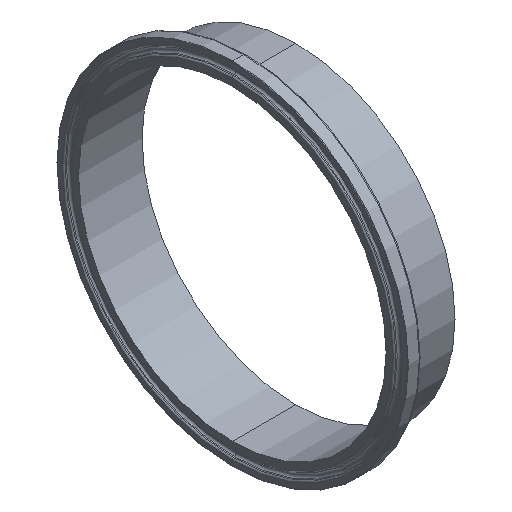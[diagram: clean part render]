
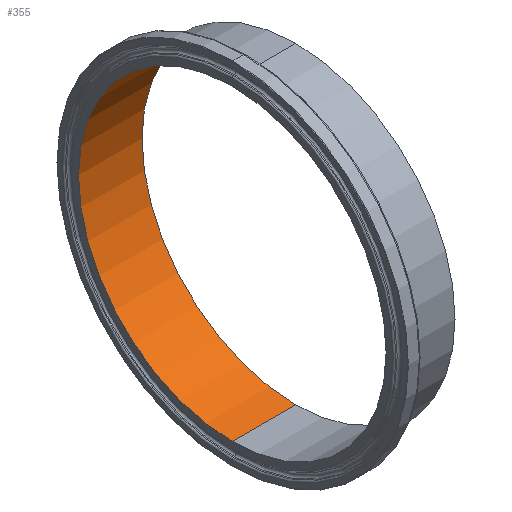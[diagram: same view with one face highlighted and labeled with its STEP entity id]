
A CAD part, isometric view. The second image highlights one B-rep face of the part: STEP entity #355.
In plain terms, the highlighted cylindrical face has radius 67.85 mm (diameter 135.7 mm), a partial arc.
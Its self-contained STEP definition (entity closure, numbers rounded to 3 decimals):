
#32 = CIRCLE ( 'NONE', #286, 67.85 ) ;
#34 = VERTEX_POINT ( 'NONE', #467 ) ;
#44 = CIRCLE ( 'NONE', #318, 67.85 ) ;
#49 = EDGE_LOOP ( 'NONE', ( #254, #383, #198, #455 ) ) ;
#50 = EDGE_CURVE ( 'NONE', #461, #203, #44, .T. ) ;
#94 = CARTESIAN_POINT ( 'NONE',  ( 0., 0., 0. ) ) ;
#99 = DIRECTION ( 'NONE',  ( -1., 0., 0. ) ) ;
#118 = CARTESIAN_POINT ( 'NONE',  ( 28., 0., 0. ) ) ;
#119 = VECTOR ( 'NONE', #207, 1000. ) ;
#133 = AXIS2_PLACEMENT_3D ( 'NONE', #94, #99, #561 ) ;
#138 = VERTEX_POINT ( 'NONE', #681 ) ;
#176 = DIRECTION ( 'NONE',  ( -1., 0., 0. ) ) ;
#195 = CYLINDRICAL_SURFACE ( 'NONE', #133, 67.85 ) ;
#198 = ORIENTED_EDGE ( 'NONE', *, *, #224, .T. ) ;
#200 = FACE_OUTER_BOUND ( 'NONE', #49, .T. ) ;
#203 = VERTEX_POINT ( 'NONE', #590 ) ;
#207 = DIRECTION ( 'NONE',  ( -1., 0., 0. ) ) ;
#224 = EDGE_CURVE ( 'NONE', #461, #138, #553, .T. ) ;
#254 = ORIENTED_EDGE ( 'NONE', *, *, #449, .F. ) ;
#270 = DIRECTION ( 'NONE',  ( -1., 0., 0. ) ) ;
#279 = DIRECTION ( 'NONE',  ( -1., 0., 0. ) ) ;
#286 = AXIS2_PLACEMENT_3D ( 'NONE', #443, #270, #503 ) ;
#318 = AXIS2_PLACEMENT_3D ( 'NONE', #118, #176, #702 ) ;
#336 = EDGE_CURVE ( 'NONE', #138, #34, #32, .T. ) ;
#339 = LINE ( 'NONE', #459, #728 ) ;
#355 = ADVANCED_FACE ( 'NONE', ( #200 ), #195, .F. ) ;
#383 = ORIENTED_EDGE ( 'NONE', *, *, #50, .F. ) ;
#443 = CARTESIAN_POINT ( 'NONE',  ( 0., 0., 0. ) ) ;
#449 = EDGE_CURVE ( 'NONE', #203, #34, #339, .T. ) ;
#455 = ORIENTED_EDGE ( 'NONE', *, *, #336, .T. ) ;
#459 = CARTESIAN_POINT ( 'NONE',  ( 0., 0., -67.85 ) ) ;
#461 = VERTEX_POINT ( 'NONE', #685 ) ;
#467 = CARTESIAN_POINT ( 'NONE',  ( 0., 0., -67.85 ) ) ;
#503 = DIRECTION ( 'NONE',  ( 0., 0., 1. ) ) ;
#553 = LINE ( 'NONE', #726, #119 ) ;
#561 = DIRECTION ( 'NONE',  ( 0., 0., 1. ) ) ;
#590 = CARTESIAN_POINT ( 'NONE',  ( 28., 0., -67.85 ) ) ;
#681 = CARTESIAN_POINT ( 'NONE',  ( 0., 0., 67.85 ) ) ;
#685 = CARTESIAN_POINT ( 'NONE',  ( 28., 0., 67.85 ) ) ;
#702 = DIRECTION ( 'NONE',  ( 0., 0., 1. ) ) ;
#726 = CARTESIAN_POINT ( 'NONE',  ( 0., 0., 67.85 ) ) ;
#728 = VECTOR ( 'NONE', #279, 1000. ) ;
